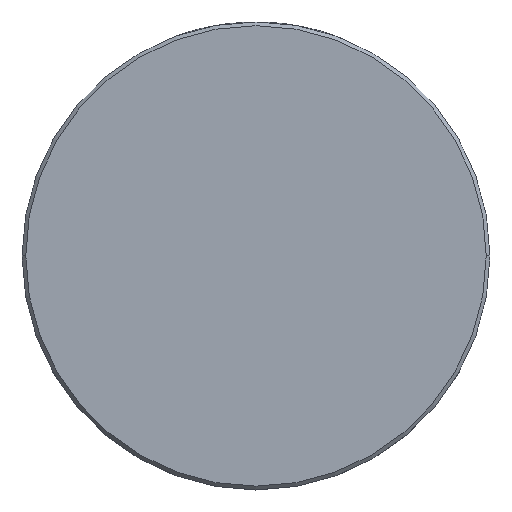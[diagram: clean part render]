
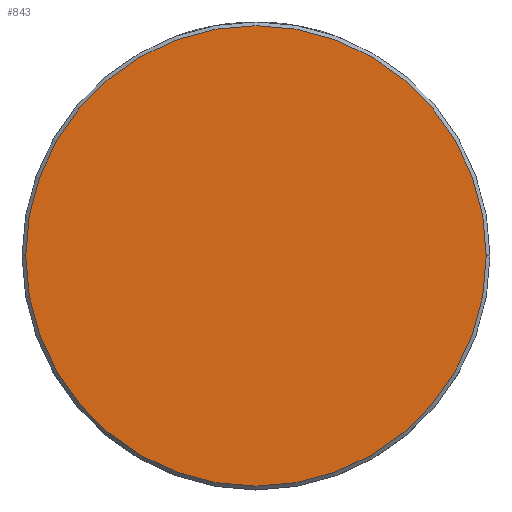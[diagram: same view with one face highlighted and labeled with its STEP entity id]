
A CAD part, top view. The second image highlights one B-rep face of the part: STEP entity #843.
In plain terms, the highlighted planar face has unit normal (0, 0, 1).
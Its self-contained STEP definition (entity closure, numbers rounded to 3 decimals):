
#4 = DIRECTION ( 'NONE',  ( 1., 0., 0. ) ) ;
#53 = CARTESIAN_POINT ( 'NONE',  ( -12.5, 0., 5. ) ) ;
#94 = EDGE_CURVE ( 'NONE', #2312, #2308, #922, .T. ) ;
#117 = DIRECTION ( 'NONE',  ( 1., 0., 0. ) ) ;
#323 = FACE_OUTER_BOUND ( 'NONE', #1420, .T. ) ;
#434 = AXIS2_PLACEMENT_3D ( 'NONE', #1725, #638, #1897 ) ;
#567 = CARTESIAN_POINT ( 'NONE',  ( 12.5, 0., 5. ) ) ;
#591 = EDGE_CURVE ( 'NONE', #2308, #2312, #791, .T. ) ;
#638 = DIRECTION ( 'NONE',  ( 0., 0., 1. ) ) ;
#791 = CIRCLE ( 'NONE', #434, 12.5 ) ;
#843 = ADVANCED_FACE ( 'NONE', ( #323 ), #887, .T. ) ;
#887 = PLANE ( 'NONE',  #1051 ) ;
#922 = CIRCLE ( 'NONE', #1592, 12.5 ) ;
#1001 = CARTESIAN_POINT ( 'NONE',  ( 0., 0., 5. ) ) ;
#1051 = AXIS2_PLACEMENT_3D ( 'NONE', #1980, #1086, #4 ) ;
#1086 = DIRECTION ( 'NONE',  ( 0., 0., 1. ) ) ;
#1420 = EDGE_LOOP ( 'NONE', ( #2181, #1537 ) ) ;
#1537 = ORIENTED_EDGE ( 'NONE', *, *, #94, .T. ) ;
#1592 = AXIS2_PLACEMENT_3D ( 'NONE', #1001, #2257, #117 ) ;
#1725 = CARTESIAN_POINT ( 'NONE',  ( 0., 0., 5. ) ) ;
#1897 = DIRECTION ( 'NONE',  ( 1., 0., 0. ) ) ;
#1980 = CARTESIAN_POINT ( 'NONE',  ( 0., 0., 5. ) ) ;
#2181 = ORIENTED_EDGE ( 'NONE', *, *, #591, .T. ) ;
#2257 = DIRECTION ( 'NONE',  ( 0., 0., 1. ) ) ;
#2308 = VERTEX_POINT ( 'NONE', #53 ) ;
#2312 = VERTEX_POINT ( 'NONE', #567 ) ;
